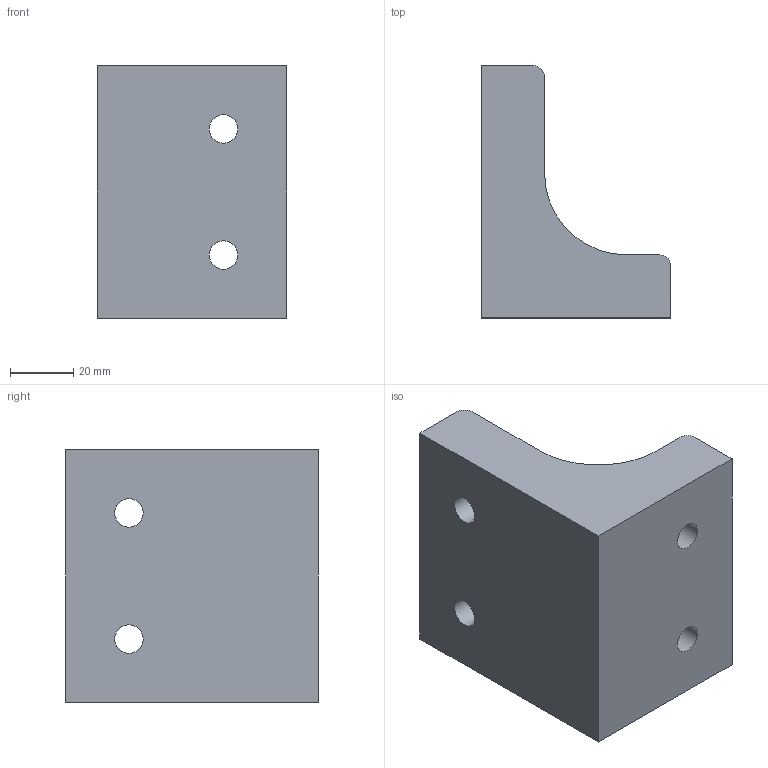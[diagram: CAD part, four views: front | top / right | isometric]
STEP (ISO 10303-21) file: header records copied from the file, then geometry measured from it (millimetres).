
FILE_DESCRIPTION((''),'2;1');
FILE_NAME('SZ0980N-A.stp','2013-08-28T08:33:49',('janine behrens'),(''),'Autodesk Inventor 2012','Autodesk Inventor 2012','');
FILE_SCHEMA(('AUTOMOTIVE_DESIGN { 1 0 10303 214 1 1 1 1 }'));
Length unit declared in the file: millimetre
Products named in the file (1): SZ0980N-A
Bounding box: 60 x 80 x 80 mm (x, y, z)
Volume: 193670.2 mm3; surface area: 28886 mm2
Topology: 1 solids, 1 shells, 23 faces, 57 edges, 38 vertices
Faces by surface type: plane 12, cylinder 11
Full cylindrical faces by diameter (mm): 9 x4, 15 x4
Entity records: 733 total; most frequent: CARTESIAN_POINT 167, DIRECTION 115, ORIENTED_EDGE 94, EDGE_CURVE 47, AXIS2_PLACEMENT_3D 46, EDGE_LOOP 41, VERTEX_POINT 36, FACE_OUTER_BOUND 23
